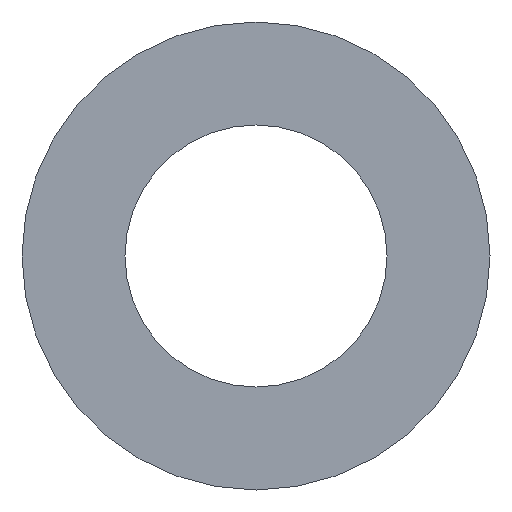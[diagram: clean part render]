
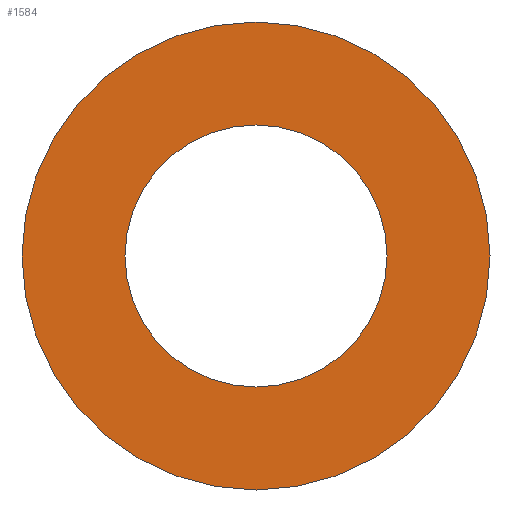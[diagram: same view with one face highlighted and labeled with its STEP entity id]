
A CAD part, front view. The second image highlights one B-rep face of the part: STEP entity #1584.
In plain terms, the highlighted planar face has unit normal (0, -1, 0).
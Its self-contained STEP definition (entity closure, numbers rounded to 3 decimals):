
#925 = CYLINDRICAL_SURFACE('',#926,25.);
#926 = AXIS2_PLACEMENT_3D('',#927,#928,#929);
#927 = CARTESIAN_POINT('',(0.,-9.,0.));
#928 = DIRECTION('',(0.,1.,0.));
#929 = DIRECTION('',(1.,0.,0.));
#1135 = VERTEX_POINT('',#1136);
#1136 = CARTESIAN_POINT('',(25.,-13.,0.));
#1156 = EDGE_CURVE('',#1135,#1135,#1157,.T.);
#1157 = SURFACE_CURVE('',#1158,(#1163,#1170),.PCURVE_S1.);
#1158 = CIRCLE('',#1159,25.);
#1159 = AXIS2_PLACEMENT_3D('',#1160,#1161,#1162);
#1160 = CARTESIAN_POINT('',(0.,-13.,0.));
#1161 = DIRECTION('',(0.,-1.,0.));
#1162 = DIRECTION('',(1.,0.,0.));
#1163 = PCURVE('',#925,#1164);
#1164 = DEFINITIONAL_REPRESENTATION('',(#1165),#1169);
#1165 = LINE('',#1166,#1167);
#1166 = CARTESIAN_POINT('',(-0.,-4.));
#1167 = VECTOR('',#1168,1.);
#1168 = DIRECTION('',(-1.,0.));
#1169 = ( GEOMETRIC_REPRESENTATION_CONTEXT(2) 
PARAMETRIC_REPRESENTATION_CONTEXT() REPRESENTATION_CONTEXT('2D SPACE',''
  ) );
#1170 = PCURVE('',#1171,#1176);
#1171 = PLANE('',#1172);
#1172 = AXIS2_PLACEMENT_3D('',#1173,#1174,#1175);
#1173 = CARTESIAN_POINT('',(0.,-13.,0.)
  );
#1174 = DIRECTION('',(0.,1.,0.));
#1175 = DIRECTION('',(0.,0.,1.));
#1176 = DEFINITIONAL_REPRESENTATION('',(#1177),#1185);
#1177 = ( BOUNDED_CURVE() B_SPLINE_CURVE(2,(#1178,#1179,#1180,#1181,
#1182,#1183,#1184),.UNSPECIFIED.,.T.,.F.) B_SPLINE_CURVE_WITH_KNOTS((1,2
    ,2,2,2,1),(-2.094,0.,2.094,4.189,
6.283,8.378),.UNSPECIFIED.) CURVE() 
GEOMETRIC_REPRESENTATION_ITEM() RATIONAL_B_SPLINE_CURVE((1.,0.5,1.,0.5,
1.,0.5,1.)) REPRESENTATION_ITEM('') );
#1178 = CARTESIAN_POINT('',(0.,25.));
#1179 = CARTESIAN_POINT('',(43.301,25.));
#1180 = CARTESIAN_POINT('',(21.651,-12.5));
#1181 = CARTESIAN_POINT('',(0.,-50.));
#1182 = CARTESIAN_POINT('',(-21.651,-12.5));
#1183 = CARTESIAN_POINT('',(-43.301,25.));
#1184 = CARTESIAN_POINT('',(0.,25.));
#1185 = ( GEOMETRIC_REPRESENTATION_CONTEXT(2) 
PARAMETRIC_REPRESENTATION_CONTEXT() REPRESENTATION_CONTEXT('2D SPACE',''
  ) );
#1511 = CYLINDRICAL_SURFACE('',#1512,14.);
#1512 = AXIS2_PLACEMENT_3D('',#1513,#1514,#1515);
#1513 = CARTESIAN_POINT('',(0.,-9.,0.));
#1514 = DIRECTION('',(0.,1.,0.));
#1515 = DIRECTION('',(1.,0.,0.));
#1535 = VERTEX_POINT('',#1536);
#1536 = CARTESIAN_POINT('',(14.,-13.,0.));
#1557 = EDGE_CURVE('',#1535,#1535,#1558,.T.);
#1558 = SURFACE_CURVE('',#1559,(#1564,#1571),.PCURVE_S1.);
#1559 = CIRCLE('',#1560,14.);
#1560 = AXIS2_PLACEMENT_3D('',#1561,#1562,#1563);
#1561 = CARTESIAN_POINT('',(0.,-13.,0.));
#1562 = DIRECTION('',(0.,-1.,0.));
#1563 = DIRECTION('',(1.,0.,0.));
#1564 = PCURVE('',#1511,#1565);
#1565 = DEFINITIONAL_REPRESENTATION('',(#1566),#1570);
#1566 = LINE('',#1567,#1568);
#1567 = CARTESIAN_POINT('',(-0.,-4.));
#1568 = VECTOR('',#1569,1.);
#1569 = DIRECTION('',(-1.,0.));
#1570 = ( GEOMETRIC_REPRESENTATION_CONTEXT(2) 
PARAMETRIC_REPRESENTATION_CONTEXT() REPRESENTATION_CONTEXT('2D SPACE',''
  ) );
#1571 = PCURVE('',#1171,#1572);
#1572 = DEFINITIONAL_REPRESENTATION('',(#1573),#1581);
#1573 = ( BOUNDED_CURVE() B_SPLINE_CURVE(2,(#1574,#1575,#1576,#1577,
#1578,#1579,#1580),.UNSPECIFIED.,.T.,.F.) B_SPLINE_CURVE_WITH_KNOTS((1,2
    ,2,2,2,1),(-2.094,0.,2.094,4.189,
6.283,8.378),.UNSPECIFIED.) CURVE() 
GEOMETRIC_REPRESENTATION_ITEM() RATIONAL_B_SPLINE_CURVE((1.,0.5,1.,0.5,
1.,0.5,1.)) REPRESENTATION_ITEM('') );
#1574 = CARTESIAN_POINT('',(0.,14.));
#1575 = CARTESIAN_POINT('',(24.249,14.));
#1576 = CARTESIAN_POINT('',(12.124,-7.));
#1577 = CARTESIAN_POINT('',(0.,-28.));
#1578 = CARTESIAN_POINT('',(-12.124,-7.));
#1579 = CARTESIAN_POINT('',(-24.249,14.));
#1580 = CARTESIAN_POINT('',(0.,14.));
#1581 = ( GEOMETRIC_REPRESENTATION_CONTEXT(2) 
PARAMETRIC_REPRESENTATION_CONTEXT() REPRESENTATION_CONTEXT('2D SPACE',''
  ) );
#1584 = ADVANCED_FACE('',(#1585,#1588),#1171,.F.);
#1585 = FACE_BOUND('',#1586,.T.);
#1586 = EDGE_LOOP('',(#1587));
#1587 = ORIENTED_EDGE('',*,*,#1156,.T.);
#1588 = FACE_BOUND('',#1589,.F.);
#1589 = EDGE_LOOP('',(#1590));
#1590 = ORIENTED_EDGE('',*,*,#1557,.T.);
